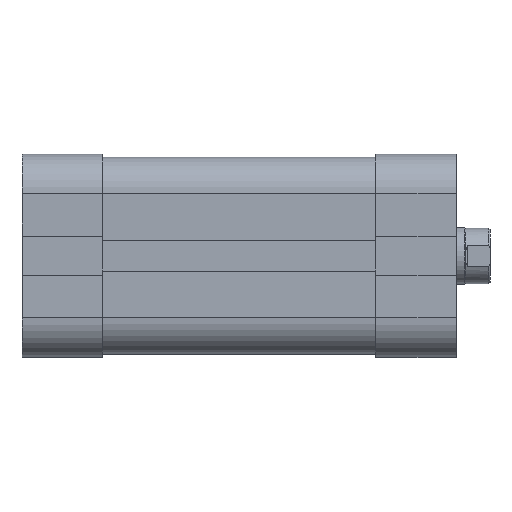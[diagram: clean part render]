
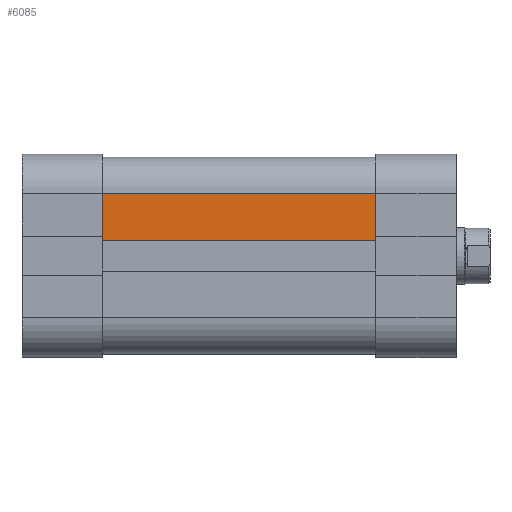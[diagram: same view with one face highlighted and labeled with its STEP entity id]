
A CAD part, top view. The second image highlights one B-rep face of the part: STEP entity #6085.
In plain terms, the highlighted face is planar.
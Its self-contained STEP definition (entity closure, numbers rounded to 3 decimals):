
#206 = VERTEX_POINT ( 'NONE', #1875 ) ;
#214 = VERTEX_POINT ( 'NONE', #1883 ) ;
#217 = VERTEX_POINT ( 'NONE', #1886 ) ;
#226 = VERTEX_POINT ( 'NONE', #1895 ) ;
#596 = ORIENTED_EDGE ( 'NONE', *, *, #6274, .T. ) ;
#619 = ORIENTED_EDGE ( 'NONE', *, *, #880, .F. ) ;
#877 = EDGE_CURVE ( 'NONE', #214, #206, #5461, .T. ) ;
#880 = EDGE_CURVE ( 'NONE', #206, #217, #5468, .T. ) ;
#1619 = EDGE_LOOP ( 'NONE', ( #596, #619, #7146, #7194 ) ) ;
#1875 = CARTESIAN_POINT ( 'NONE',  ( 6.5, 0., 0. ) ) ;
#1883 = CARTESIAN_POINT ( 'NONE',  ( 6.5, 0., -48.5 ) ) ;
#1886 = CARTESIAN_POINT ( 'NONE',  ( 14.8, 0., 0. ) ) ;
#1895 = CARTESIAN_POINT ( 'NONE',  ( 14.8, 0., -48.5 ) ) ;
#2778 = CARTESIAN_POINT ( 'NONE',  ( 6.5, 0., 0. ) ) ;
#2780 = CARTESIAN_POINT ( 'NONE',  ( 6.5, 0., -48.5 ) ) ;
#2781 = DIRECTION ( 'NONE',  ( 0., 0., 1. ) ) ;
#2789 = DIRECTION ( 'NONE',  ( 1., 0., 0. ) ) ;
#3722 = PLANE ( 'NONE',  #6671 ) ;
#3725 = CARTESIAN_POINT ( 'NONE',  ( 6.5, 0., -48.5 ) ) ;
#3731 = DIRECTION ( 'NONE',  ( 0., -1., 0. ) ) ;
#3732 = DIRECTION ( 'NONE',  ( 0., 0., -1. ) ) ;
#4249 = FACE_OUTER_BOUND ( 'NONE', #1619, .T. ) ;
#4574 = LINE ( 'NONE', #4778, #4579 ) ;
#4579 = VECTOR ( 'NONE', #4779, 1000. ) ;
#4584 = VECTOR ( 'NONE', #4792, 1000. ) ;
#4589 = LINE ( 'NONE', #4791, #4584 ) ;
#4778 = CARTESIAN_POINT ( 'NONE',  ( 14.8, 0., -48.5 ) ) ;
#4779 = DIRECTION ( 'NONE',  ( 0., 0., 1. ) ) ;
#4791 = CARTESIAN_POINT ( 'NONE',  ( 6.5, 0., -48.5 ) ) ;
#4792 = DIRECTION ( 'NONE',  ( 1., 0., 0. ) ) ;
#5461 = LINE ( 'NONE', #2780, #5463 ) ;
#5463 = VECTOR ( 'NONE', #2781, 1000. ) ;
#5465 = VECTOR ( 'NONE', #2789, 1000. ) ;
#5468 = LINE ( 'NONE', #2778, #5465 ) ;
#6085 = ADVANCED_FACE ( 'NONE', ( #4249 ), #3722, .T. ) ;
#6274 = EDGE_CURVE ( 'NONE', #226, #217, #4574, .T. ) ;
#6280 = EDGE_CURVE ( 'NONE', #214, #226, #4589, .T. ) ;
#6671 = AXIS2_PLACEMENT_3D ( 'NONE', #3725, #3731, #3732 ) ;
#7146 = ORIENTED_EDGE ( 'NONE', *, *, #877, .F. ) ;
#7194 = ORIENTED_EDGE ( 'NONE', *, *, #6280, .T. ) ;
